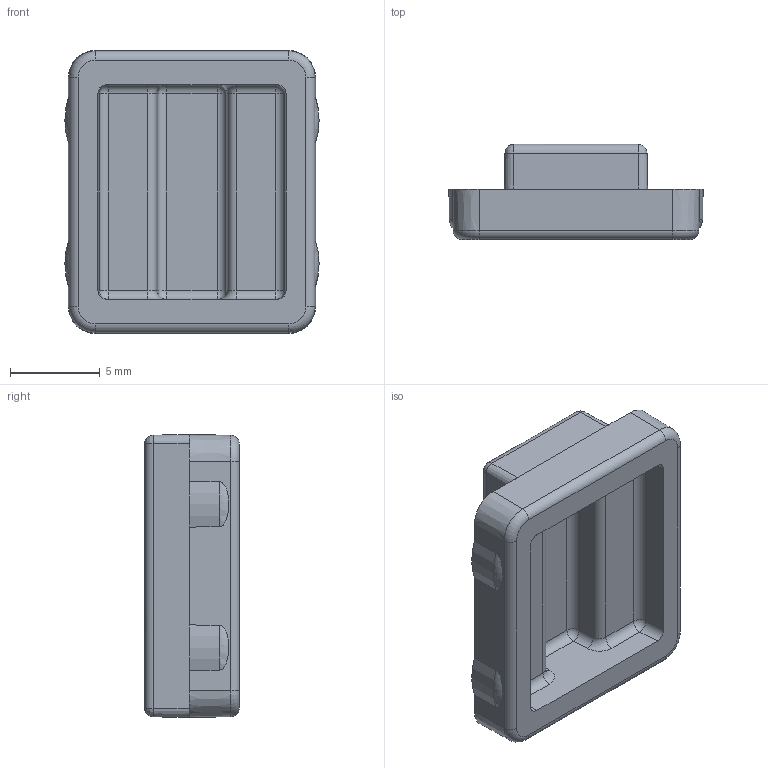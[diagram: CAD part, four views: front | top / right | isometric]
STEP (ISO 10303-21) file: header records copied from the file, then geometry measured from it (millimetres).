
FILE_DESCRIPTION (( 'STEP AP214' ), '1' );
FILE_NAME ('095an08.STEP', '2014-08-14T07:51:16', ( '' ), ( '' ), 'SwSTEP 2.0', 'SolidWorks 2014', '' );
FILE_SCHEMA (( 'AUTOMOTIVE_DESIGN' ));
Length unit declared in the file: millimetre
Products named in the file (1): 095an08
Bounding box: 14.2 x 5.3 x 15.8 mm (x, y, z)
Volume: 596.3 mm3; surface area: 801.4 mm2
Topology: 1 solids, 1 shells, 85 faces, 202 edges, 108 vertices
Faces by surface type: cylinder 28, plane 21, cone 12, torus 12, sphere 8, bspline 4
Entity records: 2972 total; most frequent: CARTESIAN_POINT 1086, DIRECTION 398, ORIENTED_EDGE 380, EDGE_CURVE 190, AXIS2_PLACEMENT_3D 154, VERTEX_POINT 108, VECTOR 90, LINE 90
